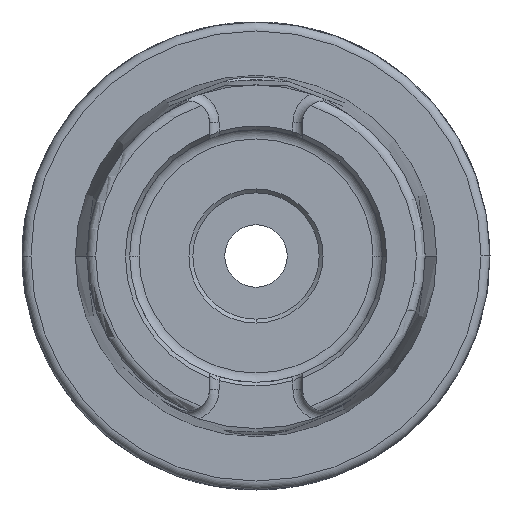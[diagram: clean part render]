
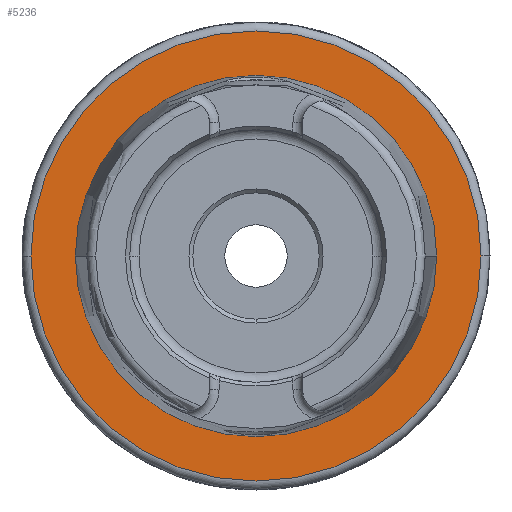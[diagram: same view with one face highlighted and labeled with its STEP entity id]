
A CAD part, left-side view. The second image highlights one B-rep face of the part: STEP entity #5236.
In plain terms, the highlighted planar face has unit normal (-1, 0, 0).
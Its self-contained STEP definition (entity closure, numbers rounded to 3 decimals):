
#37 = AXIS2_PLACEMENT_3D ( 'NONE', #11255, #6162, #10250 ) ;
#470 = CARTESIAN_POINT ( 'NONE',  ( 0., 0., 0. ) ) ;
#481 = EDGE_CURVE ( 'NONE', #5783, #6930, #13020, .T. ) ;
#1053 = ORIENTED_EDGE ( 'NONE', *, *, #481, .T. ) ;
#2177 = ORIENTED_EDGE ( 'NONE', *, *, #12821, .T. ) ;
#2418 = AXIS2_PLACEMENT_3D ( 'NONE', #11191, #5096, #4100 ) ;
#2591 = AXIS2_PLACEMENT_3D ( 'NONE', #470, #7743, #2675 ) ;
#2675 = DIRECTION ( 'NONE',  ( 0., 1., 0. ) ) ;
#3149 = ORIENTED_EDGE ( 'NONE', *, *, #12915, .F. ) ;
#4100 = DIRECTION ( 'NONE',  ( 0., 1., 0. ) ) ;
#4290 = EDGE_LOOP ( 'NONE', ( #3149, #4903 ) ) ;
#4903 = ORIENTED_EDGE ( 'NONE', *, *, #11904, .F. ) ;
#5096 = DIRECTION ( 'NONE',  ( 1., 0., 0. ) ) ;
#5236 = ADVANCED_FACE ( 'NONE', ( #13126, #6058 ), #13185, .T. ) ;
#5783 = VERTEX_POINT ( 'NONE', #8304 ) ;
#5796 = DIRECTION ( 'NONE',  ( 0., 1., 0. ) ) ;
#6058 = FACE_OUTER_BOUND ( 'NONE', #4290, .T. ) ;
#6162 = DIRECTION ( 'NONE',  ( 1., 0., 0. ) ) ;
#6840 = CIRCLE ( 'NONE', #2591, 24.321 ) ;
#6930 = VERTEX_POINT ( 'NONE', #11465 ) ;
#7382 = VERTEX_POINT ( 'NONE', #10037 ) ;
#7540 = CARTESIAN_POINT ( 'NONE',  ( 0., 0., 0. ) ) ;
#7743 = DIRECTION ( 'NONE',  ( 1., 0., 0. ) ) ;
#8059 = CARTESIAN_POINT ( 'NONE',  ( 0., 24.321, 0. ) ) ;
#8229 = EDGE_LOOP ( 'NONE', ( #2177, #1053 ) ) ;
#8304 = CARTESIAN_POINT ( 'NONE',  ( 0., -24.321, 0. ) ) ;
#8422 = AXIS2_PLACEMENT_3D ( 'NONE', #8059, #9144, #10146 ) ;
#8452 = VERTEX_POINT ( 'NONE', #11270 ) ;
#8821 = DIRECTION ( 'NONE',  ( 1., 0., 0. ) ) ;
#9144 = DIRECTION ( 'NONE',  ( -1., 0., 0. ) ) ;
#9428 = AXIS2_PLACEMENT_3D ( 'NONE', #7540, #8821, #5796 ) ;
#10037 = CARTESIAN_POINT ( 'NONE',  ( 0., -30.3, 0. ) ) ;
#10146 = DIRECTION ( 'NONE',  ( 0., -1., 0. ) ) ;
#10250 = DIRECTION ( 'NONE',  ( 0., 1., 0. ) ) ;
#11191 = CARTESIAN_POINT ( 'NONE',  ( 0., 0., 0. ) ) ;
#11255 = CARTESIAN_POINT ( 'NONE',  ( 0., 0., 0. ) ) ;
#11270 = CARTESIAN_POINT ( 'NONE',  ( 0., 30.3, 0. ) ) ;
#11465 = CARTESIAN_POINT ( 'NONE',  ( 0., 24.321, 0. ) ) ;
#11904 = EDGE_CURVE ( 'NONE', #7382, #8452, #12435, .T. ) ;
#12435 = CIRCLE ( 'NONE', #2418, 30.3 ) ;
#12821 = EDGE_CURVE ( 'NONE', #6930, #5783, #6840, .T. ) ;
#12915 = EDGE_CURVE ( 'NONE', #8452, #7382, #13053, .T. ) ;
#13020 = CIRCLE ( 'NONE', #37, 24.321 ) ;
#13053 = CIRCLE ( 'NONE', #9428, 30.3 ) ;
#13126 = FACE_BOUND ( 'NONE', #8229, .T. ) ;
#13185 = PLANE ( 'NONE',  #8422 ) ;
